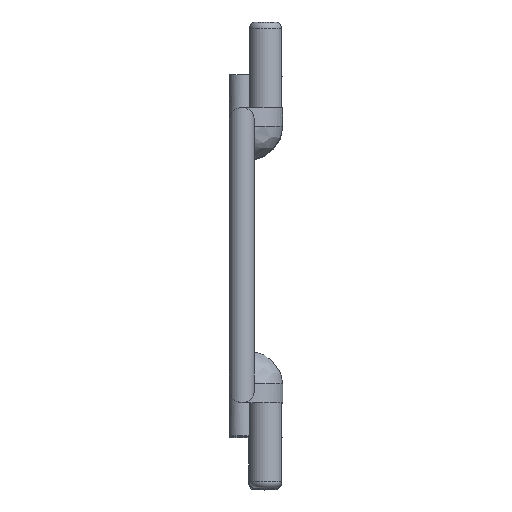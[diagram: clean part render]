
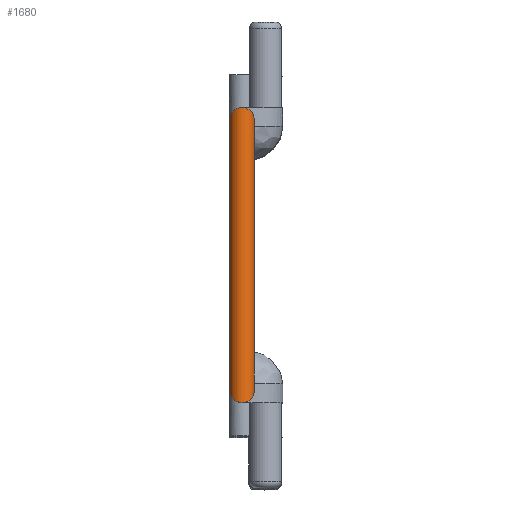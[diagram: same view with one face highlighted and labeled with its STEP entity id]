
A CAD part, top view. The second image highlights one B-rep face of the part: STEP entity #1680.
In plain terms, the highlighted cylindrical face has radius 1.9 mm (diameter 3.8 mm), a partial arc.
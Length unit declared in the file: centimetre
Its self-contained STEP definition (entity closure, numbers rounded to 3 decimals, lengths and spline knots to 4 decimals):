
#19=ELLIPSE($,#1799,0.2687,0.19);
#26=ELLIPSE($,#1878,0.2687,0.19);
#108=LINE($,#2483,#222);
#180=LINE($,#2877,#294);
#222=VECTOR($,#1929,4.11);
#294=VECTOR($,#2101,4.11);
#364=CYLINDRICAL_SURFACE($,#1883,0.19);
#458=FACE_OUTER_BOUND($,#578,.T.);
#578=EDGE_LOOP($,(#1565,#1566,#1567,#1568));
#702=VERTEX_POINT($,#2480);
#703=VERTEX_POINT($,#2482);
#804=VERTEX_POINT($,#2874);
#805=VERTEX_POINT($,#2876);
#872=EDGE_CURVE($,#703,#702,#108,.T.);
#987=EDGE_CURVE($,#805,#804,#180,.T.);
#1026=EDGE_CURVE($,#702,#805,#19,.F.);
#1087=EDGE_CURVE($,#703,#804,#26,.F.);
#1565=ORIENTED_EDGE($,*,*,#987,.T.);
#1566=ORIENTED_EDGE($,*,*,#1087,.F.);
#1567=ORIENTED_EDGE($,*,*,#872,.T.);
#1568=ORIENTED_EDGE($,*,*,#1026,.T.);
#1680=ADVANCED_FACE($,(#458),#364,.T.);
#1799=AXIS2_PLACEMENT_3D($,#2972,#2210,#2211);
#1878=AXIS2_PLACEMENT_3D($,#3249,#2388,#2389);
#1883=AXIS2_PLACEMENT_3D($,#3254,#2398,#2399);
#1929=DIRECTION($,(0.,1.,0.));
#2101=DIRECTION($,(0.,-1.,0.));
#2210=DIRECTION('center_axis',(0.,0.707,-0.707));
#2211=DIRECTION('ref_axis',(0.,0.707,0.707));
#2388=DIRECTION('center_axis',(0.,0.707,0.707));
#2389=DIRECTION('ref_axis',(0.,-0.707,0.707));
#2398=DIRECTION('center_axis',(0.,1.,0.));
#2399=DIRECTION('ref_axis',(0.707,0.,0.707));
#2480=CARTESIAN_POINT('',(-12.9004,11.5508,15.6921));
#2482=CARTESIAN_POINT('',(-12.9004,7.4408,15.6921));
#2483=CARTESIAN_POINT($,(-12.9004,9.4947,15.6921));
#2874=CARTESIAN_POINT('',(-13.2804,7.4408,15.6921));
#2876=CARTESIAN_POINT('',(-13.2804,11.5508,15.6921));
#2877=CARTESIAN_POINT($,(-13.2804,9.4947,15.6921));
#2972=CARTESIAN_POINT('Origin',(-13.0904,11.5508,15.6921));
#3249=CARTESIAN_POINT('Origin',(-13.0904,7.4408,15.6921));
#3254=CARTESIAN_POINT('Origin',(-13.0904,9.4947,15.6921));
